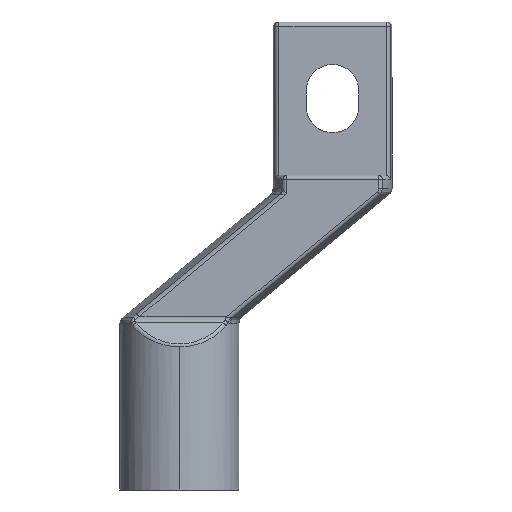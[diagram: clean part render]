
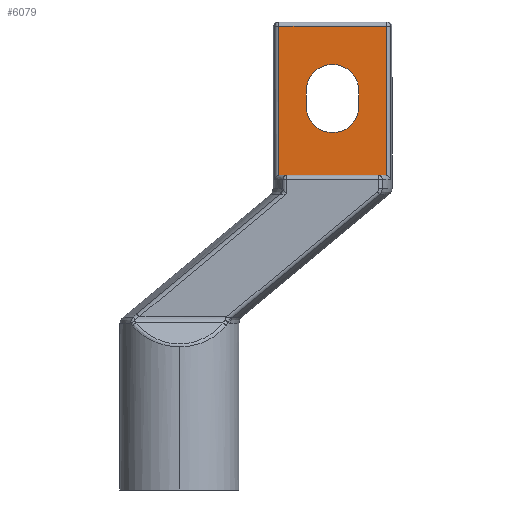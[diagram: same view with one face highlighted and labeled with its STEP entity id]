
A CAD part, left-side view. The second image highlights one B-rep face of the part: STEP entity #6079.
In plain terms, the highlighted planar face has unit normal (-1, 0, 0).
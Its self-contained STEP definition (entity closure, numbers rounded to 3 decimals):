
#15 = DIRECTION ( 'NONE',  ( 0., 0., -1. ) ) ;
#16 = EDGE_CURVE ( 'NONE', #5343, #2595, #5453, .T. ) ;
#102 = CIRCLE ( 'NONE', #4386, 3.1 ) ;
#254 = VECTOR ( 'NONE', #302, 1000. ) ;
#302 = DIRECTION ( 'NONE',  ( 0., 0., 1. ) ) ;
#395 = CARTESIAN_POINT ( 'NONE',  ( -2.1, -14.9, -5. ) ) ;
#406 = CARTESIAN_POINT ( 'NONE',  ( -2.1, -18., -8.1 ) ) ;
#418 = CARTESIAN_POINT ( 'NONE',  ( -2.1, -24.678, -0.5 ) ) ;
#469 = EDGE_CURVE ( 'NONE', #2595, #7093, #102, .T. ) ;
#538 = CARTESIAN_POINT ( 'NONE',  ( -2.1, -21.1, -8.1 ) ) ;
#595 = DIRECTION ( 'NONE',  ( 0., 0., -1. ) ) ;
#618 = DIRECTION ( 'NONE',  ( 1., 0., 0. ) ) ;
#732 = EDGE_LOOP ( 'NONE', ( #1951, #7372, #2829, #1060, #3808, #7086 ) ) ;
#964 = B_SPLINE_CURVE_WITH_KNOTS ( 'NONE', 3,
 ( #1542, #7798, #2699, #1454 ),
 .UNSPECIFIED., .F., .F.,
 ( 4, 4 ),
 ( 0., 0. ),
 .UNSPECIFIED. ) ;
#975 = EDGE_CURVE ( 'NONE', #5904, #1339, #2038, .T. ) ;
#1060 = ORIENTED_EDGE ( 'NONE', *, *, #5309, .T. ) ;
#1220 = EDGE_LOOP ( 'NONE', ( #2811, #2186, #2472, #3514, #2124, #2664 ) ) ;
#1284 = DIRECTION ( 'NONE',  ( 0., 0., 1. ) ) ;
#1297 = EDGE_CURVE ( 'NONE', #7708, #6927, #5609, .T. ) ;
#1339 = VERTEX_POINT ( 'NONE', #5751 ) ;
#1454 = CARTESIAN_POINT ( 'NONE',  ( -2.1, -24.3, -18.02 ) ) ;
#1474 = CARTESIAN_POINT ( 'NONE',  ( -2.1, -24.678, -18. ) ) ;
#1476 = CARTESIAN_POINT ( 'NONE',  ( -2.1, -14.9, -9.9 ) ) ;
#1481 = VERTEX_POINT ( 'NONE', #5875 ) ;
#1542 = CARTESIAN_POINT ( 'NONE',  ( -2.1, -24.151, -18. ) ) ;
#1593 = VECTOR ( 'NONE', #3631, 1000. ) ;
#1856 = FACE_OUTER_BOUND ( 'NONE', #732, .T. ) ;
#1858 = CARTESIAN_POINT ( 'NONE',  ( -2.1, -21.1, -9.9 ) ) ;
#1951 = ORIENTED_EDGE ( 'NONE', *, *, #7089, .T. ) ;
#2005 = CARTESIAN_POINT ( 'NONE',  ( -2.1, -11.798, -18. ) ) ;
#2038 = LINE ( 'NONE', #5805, #4560 ) ;
#2124 = ORIENTED_EDGE ( 'NONE', *, *, #469, .T. ) ;
#2147 = CARTESIAN_POINT ( 'NONE',  ( -2.1, -11.7, -18.02 ) ) ;
#2186 = ORIENTED_EDGE ( 'NONE', *, *, #1297, .T. ) ;
#2328 = AXIS2_PLACEMENT_3D ( 'NONE', #2412, #618, #1284 ) ;
#2412 = CARTESIAN_POINT ( 'NONE',  ( -2.1, -18., -9.9 ) ) ;
#2472 = ORIENTED_EDGE ( 'NONE', *, *, #7405, .T. ) ;
#2595 = VERTEX_POINT ( 'NONE', #7371 ) ;
#2662 = EDGE_CURVE ( 'NONE', #3062, #7708, #6788, .T. ) ;
#2664 = ORIENTED_EDGE ( 'NONE', *, *, #3140, .T. ) ;
#2699 = CARTESIAN_POINT ( 'NONE',  ( -2.1, -24.252, -18.007 ) ) ;
#2761 = DIRECTION ( 'NONE',  ( 0., 0., 1. ) ) ;
#2811 = ORIENTED_EDGE ( 'NONE', *, *, #2662, .T. ) ;
#2829 = ORIENTED_EDGE ( 'NONE', *, *, #3451, .T. ) ;
#2844 = LINE ( 'NONE', #7275, #254 ) ;
#3062 = VERTEX_POINT ( 'NONE', #538 ) ;
#3110 = EDGE_CURVE ( 'NONE', #7160, #3793, #2844, .T. ) ;
#3140 = EDGE_CURVE ( 'NONE', #7093, #3062, #7150, .T. ) ;
#3185 = LINE ( 'NONE', #5112, #3297 ) ;
#3270 = FACE_BOUND ( 'NONE', #1220, .T. ) ;
#3297 = VECTOR ( 'NONE', #15, 1000. ) ;
#3451 = EDGE_CURVE ( 'NONE', #3793, #1481, #3589, .T. ) ;
#3514 = ORIENTED_EDGE ( 'NONE', *, *, #16, .T. ) ;
#3589 = LINE ( 'NONE', #418, #1593 ) ;
#3631 = DIRECTION ( 'NONE',  ( 0., 1., 0. ) ) ;
#3758 = VERTEX_POINT ( 'NONE', #2147 ) ;
#3793 = VERTEX_POINT ( 'NONE', #3951 ) ;
#3808 = ORIENTED_EDGE ( 'NONE', *, *, #6135, .T. ) ;
#3951 = CARTESIAN_POINT ( 'NONE',  ( -2.1, -24.3, -0.5 ) ) ;
#3985 = CARTESIAN_POINT ( 'NONE',  ( -2.1, -11.849, -18. ) ) ;
#4386 = AXIS2_PLACEMENT_3D ( 'NONE', #406, #6792, #6664 ) ;
#4405 = PLANE ( 'NONE',  #6179 ) ;
#4560 = VECTOR ( 'NONE', #7062, 1000. ) ;
#4609 = CARTESIAN_POINT ( 'NONE',  ( -2.1, -11.7, -18.02 ) ) ;
#4932 = CARTESIAN_POINT ( 'NONE',  ( -2.1, -18., -8.1 ) ) ;
#5019 = DIRECTION ( 'NONE',  ( 0., 0., 1. ) ) ;
#5092 = CARTESIAN_POINT ( 'NONE',  ( -2.1, -18., -9.9 ) ) ;
#5112 = CARTESIAN_POINT ( 'NONE',  ( -2.1, -11.7, -18. ) ) ;
#5233 = DIRECTION ( 'NONE',  ( -1., 0., 0. ) ) ;
#5309 = EDGE_CURVE ( 'NONE', #1481, #3758, #3185, .T. ) ;
#5342 = CARTESIAN_POINT ( 'NONE',  ( -2.1, -24.3, -18.02 ) ) ;
#5343 = VERTEX_POINT ( 'NONE', #1476 ) ;
#5361 = CARTESIAN_POINT ( 'NONE',  ( -2.1, -11.748, -18.007 ) ) ;
#5453 = LINE ( 'NONE', #395, #5932 ) ;
#5563 = CARTESIAN_POINT ( 'NONE',  ( -2.1, -18., -13. ) ) ;
#5609 = CIRCLE ( 'NONE', #6672, 3.1 ) ;
#5660 = CIRCLE ( 'NONE', #2328, 3.1 ) ;
#5751 = CARTESIAN_POINT ( 'NONE',  ( -2.1, -24.151, -18. ) ) ;
#5805 = CARTESIAN_POINT ( 'NONE',  ( -2.1, -24.678, -18. ) ) ;
#5842 = B_SPLINE_CURVE_WITH_KNOTS ( 'NONE', 3,
 ( #4609, #5361, #2005, #3985 ),
 .UNSPECIFIED., .F., .F.,
 ( 4, 4 ),
 ( 0.001, 0.001 ),
 .UNSPECIFIED. ) ;
#5875 = CARTESIAN_POINT ( 'NONE',  ( -2.1, -11.7, -0.5 ) ) ;
#5904 = VERTEX_POINT ( 'NONE', #6916 ) ;
#5931 = VECTOR ( 'NONE', #595, 1000. ) ;
#5932 = VECTOR ( 'NONE', #6104, 1000. ) ;
#6079 = ADVANCED_FACE ( 'NONE', ( #3270, #1856 ), #4405, .T. ) ;
#6104 = DIRECTION ( 'NONE',  ( 0., 0., 1. ) ) ;
#6135 = EDGE_CURVE ( 'NONE', #3758, #5904, #5842, .T. ) ;
#6179 = AXIS2_PLACEMENT_3D ( 'NONE', #1474, #5233, #2761 ) ;
#6664 = DIRECTION ( 'NONE',  ( 0., 0., 1. ) ) ;
#6672 = AXIS2_PLACEMENT_3D ( 'NONE', #5092, #8180, #5019 ) ;
#6788 = LINE ( 'NONE', #8080, #5931 ) ;
#6792 = DIRECTION ( 'NONE',  ( 1., 0., 0. ) ) ;
#6916 = CARTESIAN_POINT ( 'NONE',  ( -2.1, -11.849, -18. ) ) ;
#6927 = VERTEX_POINT ( 'NONE', #5563 ) ;
#7062 = DIRECTION ( 'NONE',  ( 0., -1., 0. ) ) ;
#7086 = ORIENTED_EDGE ( 'NONE', *, *, #975, .T. ) ;
#7089 = EDGE_CURVE ( 'NONE', #1339, #7160, #964, .T. ) ;
#7093 = VERTEX_POINT ( 'NONE', #7839 ) ;
#7150 = CIRCLE ( 'NONE', #7953, 3.1 ) ;
#7160 = VERTEX_POINT ( 'NONE', #5342 ) ;
#7275 = CARTESIAN_POINT ( 'NONE',  ( -2.1, -24.3, -18. ) ) ;
#7371 = CARTESIAN_POINT ( 'NONE',  ( -2.1, -14.9, -8.1 ) ) ;
#7372 = ORIENTED_EDGE ( 'NONE', *, *, #3110, .T. ) ;
#7405 = EDGE_CURVE ( 'NONE', #6927, #5343, #5660, .T. ) ;
#7470 = DIRECTION ( 'NONE',  ( 0., 0., 1. ) ) ;
#7551 = DIRECTION ( 'NONE',  ( 1., 0., 0. ) ) ;
#7708 = VERTEX_POINT ( 'NONE', #1858 ) ;
#7798 = CARTESIAN_POINT ( 'NONE',  ( -2.1, -24.202, -18. ) ) ;
#7839 = CARTESIAN_POINT ( 'NONE',  ( -2.1, -18., -5. ) ) ;
#7953 = AXIS2_PLACEMENT_3D ( 'NONE', #4932, #7551, #7470 ) ;
#8080 = CARTESIAN_POINT ( 'NONE',  ( -2.1, -21.1, -5. ) ) ;
#8180 = DIRECTION ( 'NONE',  ( 1., 0., 0. ) ) ;
